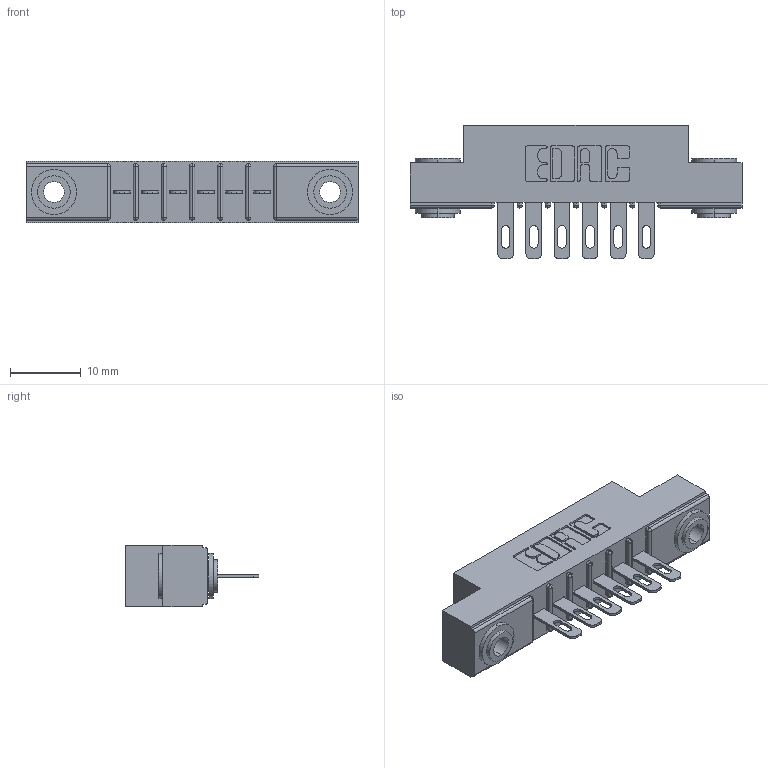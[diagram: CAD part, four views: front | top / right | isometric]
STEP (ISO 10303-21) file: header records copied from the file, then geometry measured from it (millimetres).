
FILE_DESCRIPTION (( 'STEP AP203' ), '1' );
FILE_NAME ('356-006-500-103.STEP', '2018-07-31T06:09:48', ( '' ), ( '' ), 'SwSTEP 2.0', 'SolidWorks 2016', '' );
FILE_SCHEMA (( 'CONFIG_CONTROL_DESIGN' ));
Length unit declared in the file: inch
Products named in the file (4): 356-006-500-103; 306 Part_.156 Dia; 306-290-001_100; 345-250-002_345-250-002-102
Assembly tree (9 placements, depth 2):
  356-006-500-103
    306 Part_.156 Dia
    306-290-001_100  x6
    345-250-002_345-250-002-102  x2
Bounding box: 46.79 x 18.87 x 8.71 mm (x, y, z)
Volume: 3145.9 mm3; surface area: 4504.5 mm2
Topology: 9 solids, 9 shells, 624 faces, 1718 edges, 1108 vertices
Faces by surface type: plane 392, cylinder 200, sphere 24, cone 8
Entity records: 11488 total; most frequent: CARTESIAN_POINT 1902, DIRECTION 1894, ORIENTED_EDGE 1872, EDGE_CURVE 936, VECTOR 702, LINE 702, VERTEX_POINT 604, AXIS2_PLACEMENT_3D 596
